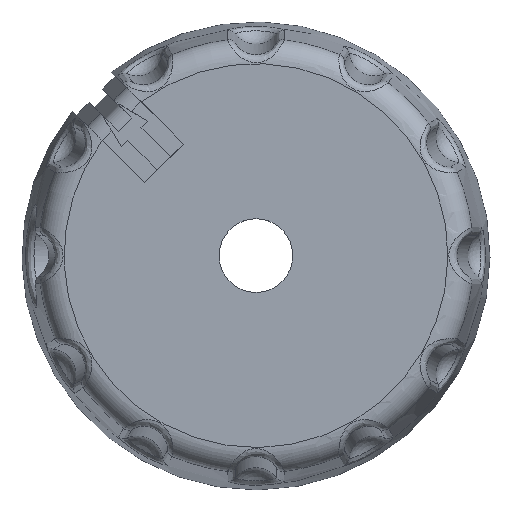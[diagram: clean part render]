
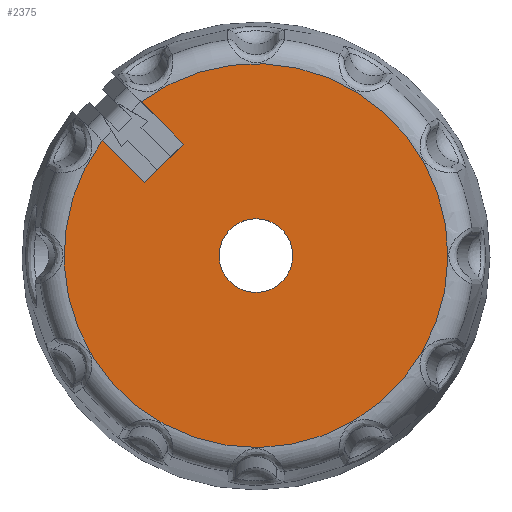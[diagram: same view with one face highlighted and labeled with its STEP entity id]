
A CAD part, top view. The second image highlights one B-rep face of the part: STEP entity #2375.
In plain terms, the highlighted planar face has unit normal (0, 0, 1).
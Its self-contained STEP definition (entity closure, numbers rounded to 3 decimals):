
#17=FACE_BOUND('',#454,.T.);
#100=PLANE('',#2564);
#166=CIRCLE('',#2516,10.417);
#202=CIRCLE('',#2565,2.);
#310=FACE_OUTER_BOUND('',#453,.T.);
#453=EDGE_LOOP('',(#1955,#1956,#1957,#1958));
#454=EDGE_LOOP('',(#1959));
#726=LINE('',#7487,#830);
#731=LINE('',#7499,#835);
#732=LINE('',#7500,#836);
#830=VECTOR('',#2926,10.);
#835=VECTOR('',#2935,10.);
#836=VECTOR('',#2936,10.);
#1029=VERTEX_POINT('',#5861);
#1030=VERTEX_POINT('',#5872);
#1063=VERTEX_POINT('',#7486);
#1068=VERTEX_POINT('',#7498);
#1069=VERTEX_POINT('',#7501);
#1319=EDGE_CURVE('',#1029,#1030,#166,.T.);
#1397=EDGE_CURVE('',#1063,#1030,#726,.T.);
#1403=EDGE_CURVE('',#1029,#1068,#731,.T.);
#1404=EDGE_CURVE('',#1068,#1063,#732,.T.);
#1405=EDGE_CURVE('',#1069,#1069,#202,.T.);
#1955=ORIENTED_EDGE('',*,*,#1319,.F.);
#1956=ORIENTED_EDGE('',*,*,#1403,.T.);
#1957=ORIENTED_EDGE('',*,*,#1404,.T.);
#1958=ORIENTED_EDGE('',*,*,#1397,.T.);
#1959=ORIENTED_EDGE('',*,*,#1405,.F.);
#2375=ADVANCED_FACE('',(#310,#17),#100,.T.);
#2516=AXIS2_PLACEMENT_3D('',#5873,#2831,#2832);
#2564=AXIS2_PLACEMENT_3D('',#7497,#2933,#2934);
#2565=AXIS2_PLACEMENT_3D('',#7502,#2937,#2938);
#2831=DIRECTION('center_axis',(0.,0.,-1.));
#2832=DIRECTION('ref_axis',(-0.966,0.259,0.));
#2926=DIRECTION('',(-0.707,0.707,0.));
#2933=DIRECTION('center_axis',(0.,0.,1.));
#2934=DIRECTION('ref_axis',(1.,0.,0.));
#2935=DIRECTION('',(0.707,-0.707,0.));
#2936=DIRECTION('',(-0.707,-0.707,0.));
#2937=DIRECTION('center_axis',(0.,0.,1.));
#2938=DIRECTION('ref_axis',(1.,0.,0.));
#5861=CARTESIAN_POINT('',(-6.235,8.345,16.93));
#5872=CARTESIAN_POINT('',(-8.345,6.235,16.93));
#5873=CARTESIAN_POINT('Origin',(0.,0.,16.93));
#7486=CARTESIAN_POINT('',(-6.053,3.943,16.93));
#7487=CARTESIAN_POINT('',(-5.081,2.97,16.93));
#7497=CARTESIAN_POINT('Origin',(2.,0.,16.93));
#7498=CARTESIAN_POINT('',(-3.943,6.053,16.93));
#7499=CARTESIAN_POINT('',(-2.581,4.692,16.93));
#7500=CARTESIAN_POINT('',(-4.498,5.498,16.93));
#7501=CARTESIAN_POINT('',(-2.,0.,16.93));
#7502=CARTESIAN_POINT('Origin',(0.,0.,16.93));
